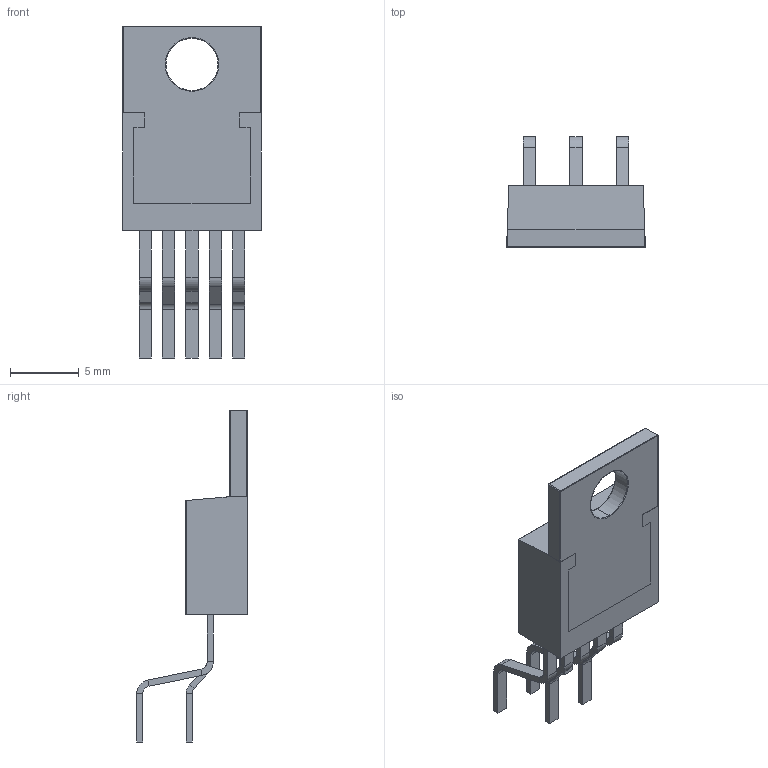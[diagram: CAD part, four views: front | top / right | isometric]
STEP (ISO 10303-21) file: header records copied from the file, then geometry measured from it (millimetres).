
FILE_DESCRIPTION (( 'STEP AP214' ), '1' );
FILE_NAME ('TO-220-5_L10.2-W8.5-H14.9-P1.70.step', '2022-08-01T12:46:33', ( '' ), ( '' ), 'SwSTEP 2.0', 'SolidWorks 2020', '' );
FILE_SCHEMA (( 'AUTOMOTIVE_DESIGN' ));
Length unit declared in the file: millimetre
Products named in the file (1): TO-220-5_L10.2-W8.5-H14.9-P1.70
Bounding box: 10.1 x 8.07 x 24.17 mm (x, y, z)
Volume: 471.3 mm3; surface area: 804.2 mm2
Topology: 2 solids, 2 shells, 385 faces, 975 edges, 615 vertices
Faces by surface type: plane 242, bspline 98, cylinder 36, sphere 5, torus 4
Entity records: 16137 total; most frequent: CARTESIAN_POINT 3302, ORIENTED_EDGE 1942, DIRECTION 1413, EDGE_CURVE 971, VECTOR 689, LINE 689, VERTEX_POINT 615, EDGE_LOOP 412
